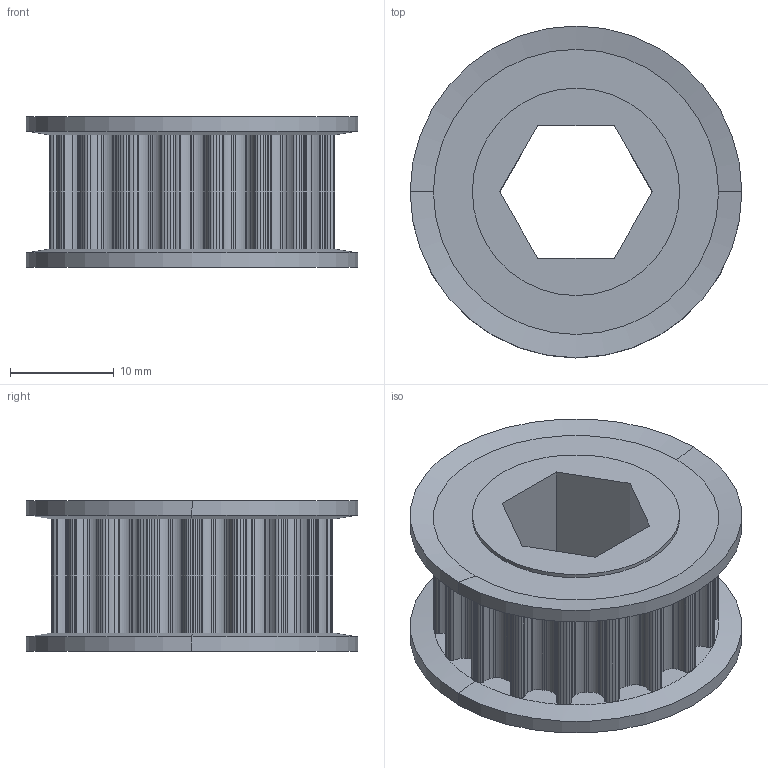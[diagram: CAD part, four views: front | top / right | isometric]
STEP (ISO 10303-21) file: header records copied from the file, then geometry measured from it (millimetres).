
FILE_DESCRIPTION (( 'STEP AP214' ), '1' );
FILE_NAME ('WCP-0604 Rev1.step', '2022-11-23T02:33:13', ( '' ), ( '' ), 'SwSTEP 2.0', 'SolidWorks 2020', '' );
FILE_SCHEMA (( 'AUTOMOTIVE_DESIGN' ));
Length unit declared in the file: inch
Products named in the file (1): WCP-0604 Rev1
Bounding box: 32 x 32 x 14.5 mm (x, y, z)
Volume: 5802.7 mm3; surface area: 4308.4 mm2
Topology: 1 solids, 1 shells, 368 faces, 1078 edges, 716 vertices
Faces by surface type: cylinder 312, plane 48, cone 8
Entity records: 17320 total; most frequent: DIRECTION 2448, CARTESIAN_POINT 2163, ORIENTED_EDGE 2156, EDGE_CURVE 1078, AXIS2_PLACEMENT_3D 1001, VERTEX_POINT 716, CIRCLE 632, LINE 446
